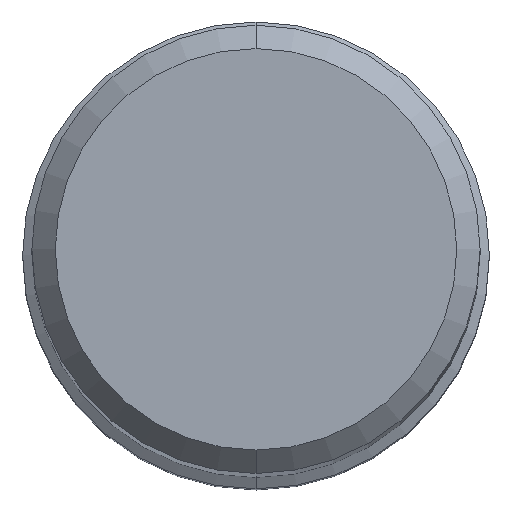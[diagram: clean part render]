
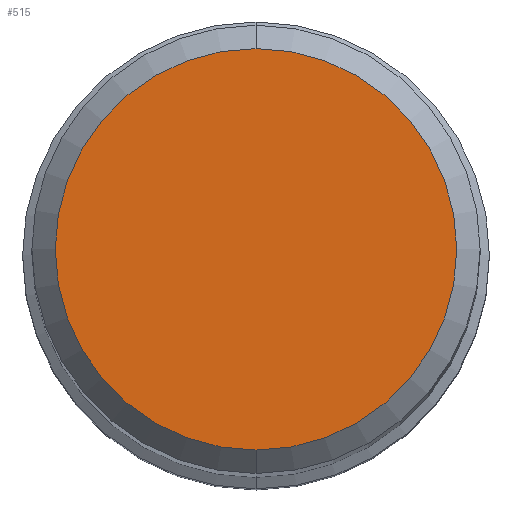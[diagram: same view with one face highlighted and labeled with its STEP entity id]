
A CAD part, top view. The second image highlights one B-rep face of the part: STEP entity #515.
In plain terms, the highlighted planar face has unit normal (0, 0, 1).
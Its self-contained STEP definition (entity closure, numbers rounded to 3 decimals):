
#419=VERTEX_POINT('',#824);
#431=EDGE_CURVE('',#419,#489,#837,.T.);
#489=VERTEX_POINT('',#901);
#515=ADVANCED_FACE('',(#932),#933,.T.);
#525=EDGE_CURVE('',#489,#419,#945,.T.);
#824=CARTESIAN_POINT('',(0.0,4.3,0.0));
#837=CIRCLE('',#1464,4.3);
#901=CARTESIAN_POINT('',(0.,-4.3,0.0));
#932=FACE_OUTER_BOUND('',#1657,.T.);
#933=PLANE('',#1658);
#945=CIRCLE('',#1673,4.3);
#1464=AXIS2_PLACEMENT_3D('',#2045,#2046,#2047);
#1657=EDGE_LOOP('',(#2174,#2175));
#1658=AXIS2_PLACEMENT_3D('',#2176,#2177,#2178);
#1673=AXIS2_PLACEMENT_3D('',#2193,#2194,#2195);
#2045=CARTESIAN_POINT('',(0.0,0.0,0.0));
#2046=DIRECTION('',(0.0,0.0,-1.0));
#2047=DIRECTION('',(0.0,1.0,0.0));
#2174=ORIENTED_EDGE('',*,*,#431,.F.);
#2175=ORIENTED_EDGE('',*,*,#525,.F.);
#2176=CARTESIAN_POINT('',(0.0,2.15,0.0));
#2177=DIRECTION('',(-0.0,0.0,1.0));
#2178=DIRECTION('',(0.0,-1.0,0.0));
#2193=CARTESIAN_POINT('',(0.0,0.0,0.0));
#2194=DIRECTION('',(0.0,0.0,-1.0));
#2195=DIRECTION('',(0.0,1.0,0.0));
